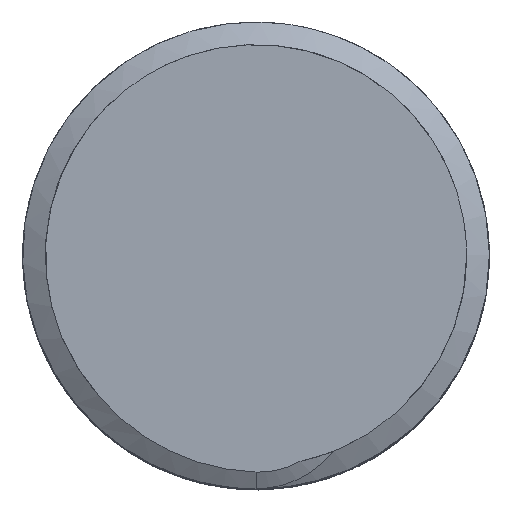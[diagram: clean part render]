
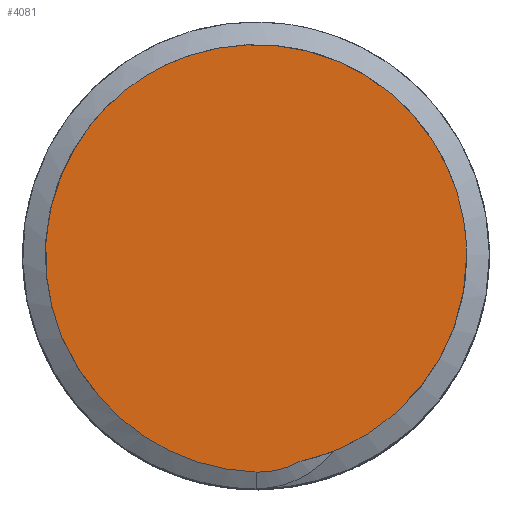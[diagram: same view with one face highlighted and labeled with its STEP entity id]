
A CAD part, top view. The second image highlights one B-rep face of the part: STEP entity #4081.
In plain terms, the highlighted free-form (B-spline) face has degree [1, 1] with [2, 2] control points.
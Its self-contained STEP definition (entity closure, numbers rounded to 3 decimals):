
#3836=CARTESIAN_POINT('',(13.9,0.,86.));
#3837=VERTEX_POINT('',#3836);
#3838=CARTESIAN_POINT('',(2.901,-13.596,86.));
#3839=VERTEX_POINT('',#3838);
#3840=CARTESIAN_POINT('',(13.9,0.,86.));
#3841=CARTESIAN_POINT('',(13.9,-11.247,86.));
#3842=CARTESIAN_POINT('',(2.901,-13.594,86.));
#3843=(BOUNDED_CURVE()B_SPLINE_CURVE(2,(#3840,#3841,#3842),.CIRCULAR_ARC.,.F.,.U.)B_SPLINE_CURVE_WITH_KNOTS((3,3),(0.788,1.),.UNSPECIFIED.)CURVE()GEOMETRIC_REPRESENTATION_ITEM()RATIONAL_B_SPLINE_CURVE((1.,0.682,0.769))REPRESENTATION_ITEM(''));
#3844=EDGE_CURVE('',#3837,#3839,#3843,.T.);
#3917=CARTESIAN_POINT('',(-10.376,-9.249,86.));
#3918=VERTEX_POINT('',#3917);
#3919=CARTESIAN_POINT('',(-10.376,-9.249,86.));
#3920=CARTESIAN_POINT('',(-21.739,3.499,86.));
#3921=CARTESIAN_POINT('',(-6.95,12.038,86.));
#3922=CARTESIAN_POINT('',(13.9,24.076,86.));
#3923=CARTESIAN_POINT('',(13.9,0.,86.));
#3924=(BOUNDED_CURVE()B_SPLINE_CURVE(2,(#3919,#3920,#3921,#3922,#3923),.CIRCULAR_ARC.,.F.,.U.)B_SPLINE_CURVE_WITH_KNOTS((3,2,3),(0.,0.277,0.61),.UNSPECIFIED.)CURVE()GEOMETRIC_REPRESENTATION_ITEM()RATIONAL_B_SPLINE_CURVE((0.859,0.585,1.,0.5,1.))REPRESENTATION_ITEM(''));
#3925=EDGE_CURVE('',#3918,#3837,#3924,.T.);
#4047=CARTESIAN_POINT('',(0.,-14.302,86.));
#4048=VERTEX_POINT('',#4047);
#4049=CARTESIAN_POINT('',(2.902,-13.598,86.));
#4050=CARTESIAN_POINT('',(2.051,-14.082,86.));
#4051=CARTESIAN_POINT('',(1.059,-14.343,86.));
#4052=CARTESIAN_POINT('',(0.,-14.302,86.));
#4053=B_SPLINE_CURVE_WITH_KNOTS('',3,(#4049,#4050,#4051,#4052),.UNSPECIFIED.,.F.,.U.,(4,4),(0.676,1.),.UNSPECIFIED.);
#4054=EDGE_CURVE('',#3839,#4048,#4053,.T.);
#4064=CARTESIAN_POINT('',(-130.096,-126.371,86.));
#4065=CARTESIAN_POINT('',(-130.096,126.371,86.));
#4066=CARTESIAN_POINT('',(122.647,-126.371,86.));
#4067=CARTESIAN_POINT('',(122.647,126.371,86.));
#4068=B_SPLINE_SURFACE_WITH_KNOTS('',1,1,((#4064,#4065),(#4066,#4067)),.PLANE_SURF.,.F.,.F.,.U.,(2,2),(2,2),(0.,1.),(0.,1.),.UNSPECIFIED.);
#4069=ORIENTED_EDGE('',*,*,#3844,.F.);
#4070=ORIENTED_EDGE('',*,*,#3925,.F.);
#4071=CARTESIAN_POINT('',(-10.376,-9.249,86.));
#4072=CARTESIAN_POINT('',(-7.793,-12.364,86.));
#4073=CARTESIAN_POINT('',(-4.009,-14.163,86.));
#4074=CARTESIAN_POINT('',(0.,-14.302,86.));
#4075=B_SPLINE_CURVE_WITH_KNOTS('',3,(#4071,#4072,#4073,#4074),.UNSPECIFIED.,.F.,.U.,(4,4),(0.,1.),.UNSPECIFIED.);
#4076=EDGE_CURVE('',#3918,#4048,#4075,.T.);
#4077=ORIENTED_EDGE('',*,*,#4076,.T.);
#4078=ORIENTED_EDGE('',*,*,#4054,.F.);
#4079=EDGE_LOOP('',(#4069,#4070,#4077,#4078));
#4080=FACE_OUTER_BOUND('',#4079,.T.);
#4081=ADVANCED_FACE('',(#4080),#4068,.T.);
